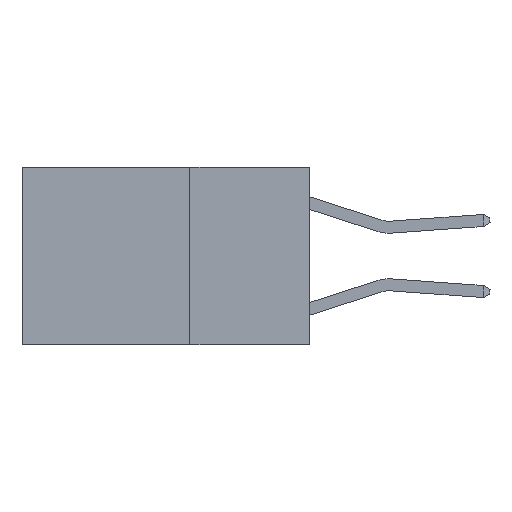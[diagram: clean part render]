
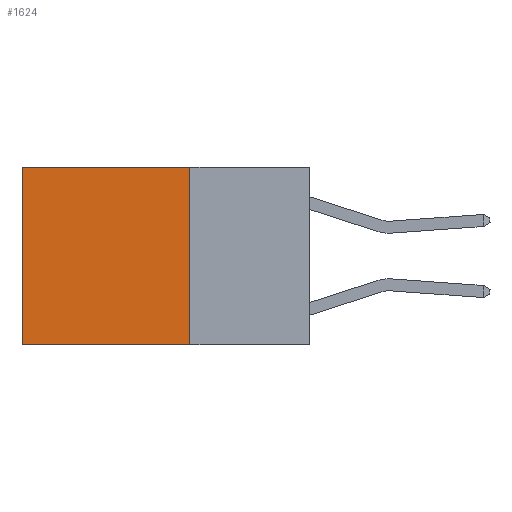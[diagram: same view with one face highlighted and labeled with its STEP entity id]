
A CAD part, left-side view. The second image highlights one B-rep face of the part: STEP entity #1624.
In plain terms, the highlighted planar face has unit normal (-1, 0, 0).
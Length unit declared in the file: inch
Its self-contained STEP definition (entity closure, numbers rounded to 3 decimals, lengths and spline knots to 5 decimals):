
#1024 = DIRECTION ( 'NONE',  ( 0., 0., -1. ) ) ;
#1149 = CARTESIAN_POINT ( 'NONE',  ( 0.2625, 0.6, -0.37 ) ) ;
#1306 = VERTEX_POINT ( 'NONE', #4466 ) ;
#1561 = VECTOR ( 'NONE', #1024, 39.37008 ) ;
#1624 = ADVANCED_FACE ( 'NONE', ( #7649 ), #11406, .F. ) ;
#1691 = CARTESIAN_POINT ( 'NONE',  ( 0.2625, 0.25, 0. ) ) ;
#1743 = AXIS2_PLACEMENT_3D ( 'NONE', #8077, #2600, #12163 ) ;
#2600 = DIRECTION ( 'NONE',  ( 1., 0., 0. ) ) ;
#3347 = EDGE_CURVE ( 'NONE', #11963, #1306, #10503, .T. ) ;
#3437 = CARTESIAN_POINT ( 'NONE',  ( 0.2625, 0.25, 0. ) ) ;
#3674 = CARTESIAN_POINT ( 'NONE',  ( 0.2625, 0.6, 0. ) ) ;
#3698 = CARTESIAN_POINT ( 'NONE',  ( 0.2625, 0.25, 0. ) ) ;
#4172 = ORIENTED_EDGE ( 'NONE', *, *, #5955, .T. ) ;
#4466 = CARTESIAN_POINT ( 'NONE',  ( 0.2625, 0.25, -0.37 ) ) ;
#4595 = ORIENTED_EDGE ( 'NONE', *, *, #8769, .F. ) ;
#5402 = LINE ( 'NONE', #3437, #6421 ) ;
#5594 = DIRECTION ( 'NONE',  ( 0., 1., 0. ) ) ;
#5807 = DIRECTION ( 'NONE',  ( 0., 0., -1. ) ) ;
#5955 = EDGE_CURVE ( 'NONE', #7074, #7411, #7818, .T. ) ;
#6421 = VECTOR ( 'NONE', #5594, 39.37008 ) ;
#6675 = LINE ( 'NONE', #11612, #8207 ) ;
#6841 = DIRECTION ( 'NONE',  ( 0., 1., 0. ) ) ;
#7074 = VERTEX_POINT ( 'NONE', #3674 ) ;
#7410 = VECTOR ( 'NONE', #5807, 39.37008 ) ;
#7411 = VERTEX_POINT ( 'NONE', #1149 ) ;
#7577 = EDGE_CURVE ( 'NONE', #11963, #7074, #5402, .T. ) ;
#7649 = FACE_OUTER_BOUND ( 'NONE', #8338, .T. ) ;
#7818 = LINE ( 'NONE', #11655, #7410 ) ;
#8077 = CARTESIAN_POINT ( 'NONE',  ( 0.2625, 0.25, 0. ) ) ;
#8207 = VECTOR ( 'NONE', #6841, 39.37008 ) ;
#8338 = EDGE_LOOP ( 'NONE', ( #4172, #4595, #12106, #10150 ) ) ;
#8769 = EDGE_CURVE ( 'NONE', #1306, #7411, #6675, .T. ) ;
#10150 = ORIENTED_EDGE ( 'NONE', *, *, #7577, .T. ) ;
#10503 = LINE ( 'NONE', #3698, #1561 ) ;
#11406 = PLANE ( 'NONE',  #1743 ) ;
#11612 = CARTESIAN_POINT ( 'NONE',  ( 0.2625, 0.25, -0.37 ) ) ;
#11655 = CARTESIAN_POINT ( 'NONE',  ( 0.2625, 0.6, 0. ) ) ;
#11963 = VERTEX_POINT ( 'NONE', #1691 ) ;
#12106 = ORIENTED_EDGE ( 'NONE', *, *, #3347, .F. ) ;
#12163 = DIRECTION ( 'NONE',  ( 0., 0., -1. ) ) ;
